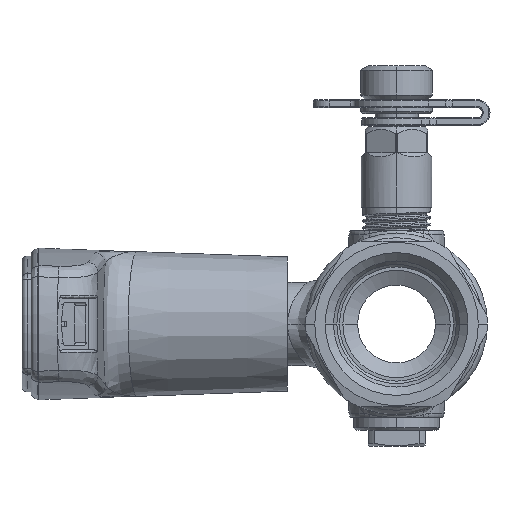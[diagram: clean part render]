
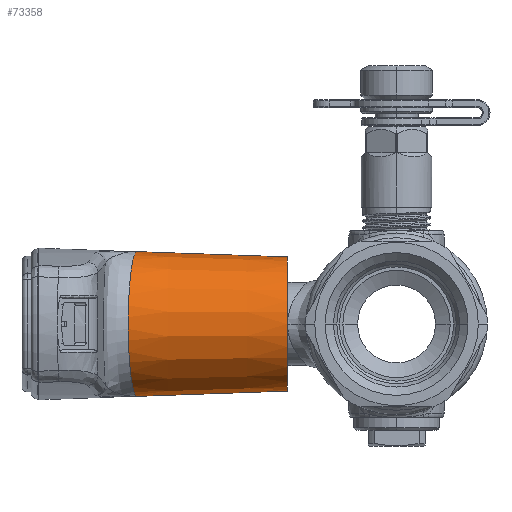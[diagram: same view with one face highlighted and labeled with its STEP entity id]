
A CAD part, left-side view. The second image highlights one B-rep face of the part: STEP entity #73358.
In plain terms, the highlighted conical face has half-angle 2 degrees and reference radius 13.462 mm.
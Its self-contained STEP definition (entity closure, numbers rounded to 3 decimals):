
#52371=CARTESIAN_POINT('',(0.,21.1,0.));
#52372=DIRECTION('',(0.,-1.,0.));
#52373=DIRECTION('',(0.,0.,1.));
#52374=AXIS2_PLACEMENT_3D('',#52371,#52372,#52373);
#52417=DIRECTION('',(0.,-0.999,-0.035));
#52418=VECTOR('',#52417,28.935);
#52419=CARTESIAN_POINT('',(0.,50.017,
13.938));
#52420=LINE('',#52419,#52418);
#52421=DIRECTION('',(0.,-0.999,0.035));
#52422=VECTOR('',#52421,28.935);
#52423=CARTESIAN_POINT('',(0.,50.017,
-13.938));
#52424=LINE('',#52423,#52422);
#52450=CARTESIAN_POINT('',(0.,50.017,
13.938));
#52451=CARTESIAN_POINT('',(-0.334,50.057,
13.94));
#52452=CARTESIAN_POINT('',(-1.002,50.136,
13.918));
#52453=CARTESIAN_POINT('',(-2.,50.255,
13.815));
#52454=CARTESIAN_POINT('',(-2.987,50.372,
13.639));
#52455=CARTESIAN_POINT('',(-3.958,50.488,
13.394));
#52456=CARTESIAN_POINT('',(-4.91,50.601,
13.079));
#52457=CARTESIAN_POINT('',(-5.836,50.711,
12.698));
#52458=CARTESIAN_POINT('',(-6.731,50.817,
12.251));
#52459=CARTESIAN_POINT('',(-7.592,50.919,
11.741));
#52460=CARTESIAN_POINT('',(-8.414,51.017,
11.171));
#52461=CARTESIAN_POINT('',(-9.192,51.109,
10.544));
#52462=CARTESIAN_POINT('',(-9.923,51.196,
9.863));
#52463=CARTESIAN_POINT('',(-10.603,51.277,
9.133));
#52464=CARTESIAN_POINT('',(-11.229,51.351,
8.356));
#52465=CARTESIAN_POINT('',(-11.797,51.418,
7.537));
#52466=CARTESIAN_POINT('',(-12.305,51.478,
6.679));
#52467=CARTESIAN_POINT('',(-12.75,51.531,
5.789));
#52468=CARTESIAN_POINT('',(-13.131,51.576,
4.869));
#52469=CARTESIAN_POINT('',(-13.445,51.614,
3.925));
#52470=CARTESIAN_POINT('',(-13.69,51.643,
2.961));
#52471=CARTESIAN_POINT('',(-13.867,51.664,
1.982));
#52472=CARTESIAN_POINT('',(-13.973,51.676,
0.994));
#52473=CARTESIAN_POINT('',(-14.008,51.68,
0.));
#52474=CARTESIAN_POINT('',(-13.973,51.676,
-0.994));
#52475=CARTESIAN_POINT('',(-13.867,51.664,
-1.982));
#52476=CARTESIAN_POINT('',(-13.69,51.643,
-2.961));
#52477=CARTESIAN_POINT('',(-13.445,51.614,
-3.925));
#52478=CARTESIAN_POINT('',(-13.131,51.576,
-4.869));
#52479=CARTESIAN_POINT('',(-12.75,51.531,
-5.789));
#52480=CARTESIAN_POINT('',(-12.305,51.478,
-6.679));
#52481=CARTESIAN_POINT('',(-11.797,51.418,
-7.537));
#52482=CARTESIAN_POINT('',(-11.229,51.351,
-8.356));
#52483=CARTESIAN_POINT('',(-10.603,51.277,
-9.133));
#52484=CARTESIAN_POINT('',(-9.923,51.196,
-9.863));
#52485=CARTESIAN_POINT('',(-9.192,51.109,
-10.544));
#52486=CARTESIAN_POINT('',(-8.414,51.017,
-11.171));
#52487=CARTESIAN_POINT('',(-7.592,50.919,
-11.741));
#52488=CARTESIAN_POINT('',(-6.731,50.817,
-12.251));
#52489=CARTESIAN_POINT('',(-5.836,50.711,
-12.698));
#52490=CARTESIAN_POINT('',(-4.91,50.601,
-13.079));
#52491=CARTESIAN_POINT('',(-3.958,50.488,
-13.394));
#52492=CARTESIAN_POINT('',(-2.987,50.372,
-13.639));
#52493=CARTESIAN_POINT('',(-2.,50.255,
-13.815));
#52494=CARTESIAN_POINT('',(-1.002,50.136,
-13.918));
#52495=CARTESIAN_POINT('',(-0.334,50.057,
-13.94));
#52496=CARTESIAN_POINT('',(0.,50.017,
-13.938));
#53002=CARTESIAN_POINT('',(0.,50.017,
13.938));
#53048=CARTESIAN_POINT('',(0.,50.017,
-13.938));
#66000=CARTESIAN_POINT('',(0.,21.1,12.928));
#66001=CARTESIAN_POINT('',(0.,21.1,-12.928));
#66002=VERTEX_POINT('',#66000);
#66003=VERTEX_POINT('',#66001);
#66004=VERTEX_POINT('',#53002);
#66005=VERTEX_POINT('',#53048);
#73344=CARTESIAN_POINT('',(0.,36.39,0.));
#73345=DIRECTION('',(0.,1.,0.));
#73346=DIRECTION('',(0.,0.,-1.));
#73347=AXIS2_PLACEMENT_3D('',#73344,#73345,#73346);
#73348=CONICAL_SURFACE('',#73347,13.462,2.);
#73350=ORIENTED_EDGE('',*,*,#73349,.F.);
#73352=ORIENTED_EDGE('',*,*,#73351,.T.);
#73353=ORIENTED_EDGE('',*,*,#73327,.T.);
#73355=ORIENTED_EDGE('',*,*,#73354,.F.);
#73356=EDGE_LOOP('',(#73350,#73352,#73353,#73355));
#73357=FACE_OUTER_BOUND('',#73356,.F.);
#73358=ADVANCED_FACE('',(#73357),#73348,.T.);
#52375=CIRCLE('',#52374,12.928);
#52497=B_SPLINE_CURVE_WITH_KNOTS('',3,(#52450,#52451,#52452,#52453,#52454,
#52455,#52456,#52457,#52458,#52459,#52460,#52461,#52462,#52463,#52464,#52465,
#52466,#52467,#52468,#52469,#52470,#52471,#52472,#52473,#52474,#52475,#52476,
#52477,#52478,#52479,#52480,#52481,#52482,#52483,#52484,#52485,#52486,#52487,
#52488,#52489,#52490,#52491,#52492,#52493,#52494,#52495,#52496),.UNSPECIFIED.,
.F.,.F.,(4,1,1,1,1,1,1,1,1,1,1,1,1,1,1,1,1,1,1,1,1,1,1,1,1,1,1,1,1,1,1,1,1,1,1,
1,1,1,1,1,1,1,1,1,4),(0.,0.023,0.045,
0.068,0.091,0.114,0.136,
0.159,0.182,0.205,0.227,0.25,
0.273,0.295,0.318,0.341,
0.364,0.386,0.409,0.432,
0.455,0.477,0.5,0.523,0.545,
0.568,0.591,0.614,0.636,
0.659,0.682,0.705,0.727,0.75,
0.773,0.795,0.818,0.841,
0.864,0.886,0.909,0.932,
0.955,0.977,1.),.UNSPECIFIED.);
#73327=EDGE_CURVE('',#66002,#66003,#52375,.T.);
#73349=EDGE_CURVE('',#66004,#66005,#52497,.T.);
#73351=EDGE_CURVE('',#66004,#66002,#52420,.T.);
#73354=EDGE_CURVE('',#66005,#66003,#52424,.T.);
